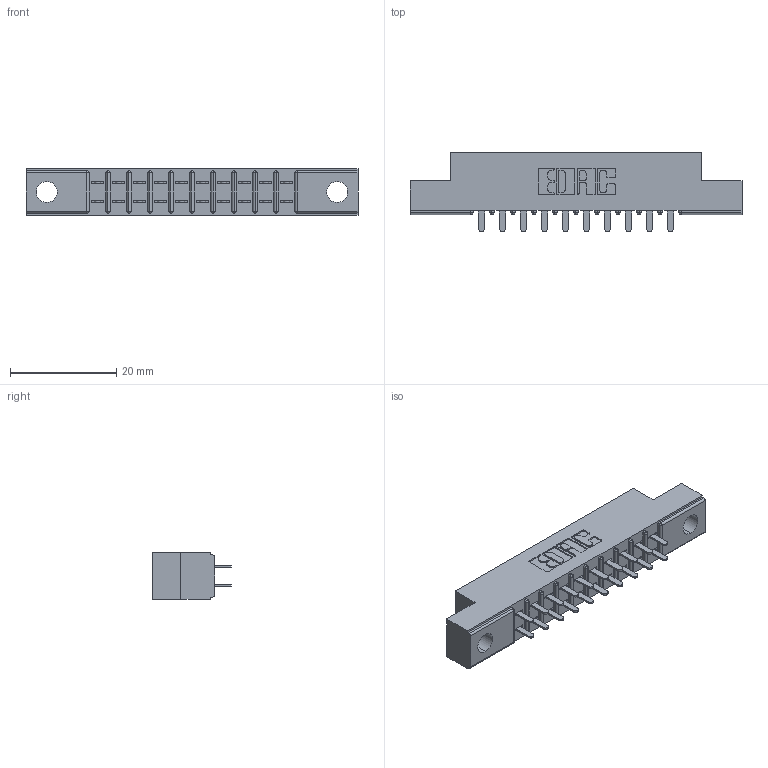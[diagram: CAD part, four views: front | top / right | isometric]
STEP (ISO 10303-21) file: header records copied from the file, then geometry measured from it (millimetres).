
FILE_DESCRIPTION (( 'STEP AP203' ), '1' );
FILE_NAME ('305-020-521-204.STEP', '2019-09-09T13:09:48', ( '' ), ( '' ), 'SwSTEP 2.0', 'SolidWorks 2016', '' );
FILE_SCHEMA (( 'CONFIG_CONTROL_DESIGN' ));
Length unit declared in the file: inch
Products named in the file (3): 305-290-001_521; 305 Part_.156 Dia; 305-020-521-204
Assembly tree (21 placements, depth 2):
  305-020-521-204
    305 Part_.156 Dia
    305-290-001_521  x20
Bounding box: 62.64 x 14.86 x 8.71 mm (x, y, z)
Volume: 3818.2 mm3; surface area: 6332.4 mm2
Topology: 21 solids, 21 shells, 1050 faces, 2982 edges, 1932 vertices
Faces by surface type: plane 622, cylinder 388, sphere 40
Entity records: 15021 total; most frequent: CARTESIAN_POINT 2490, ORIENTED_EDGE 2464, DIRECTION 2426, EDGE_CURVE 1232, LINE 970, VECTOR 970, VERTEX_POINT 792, AXIS2_PLACEMENT_3D 728
